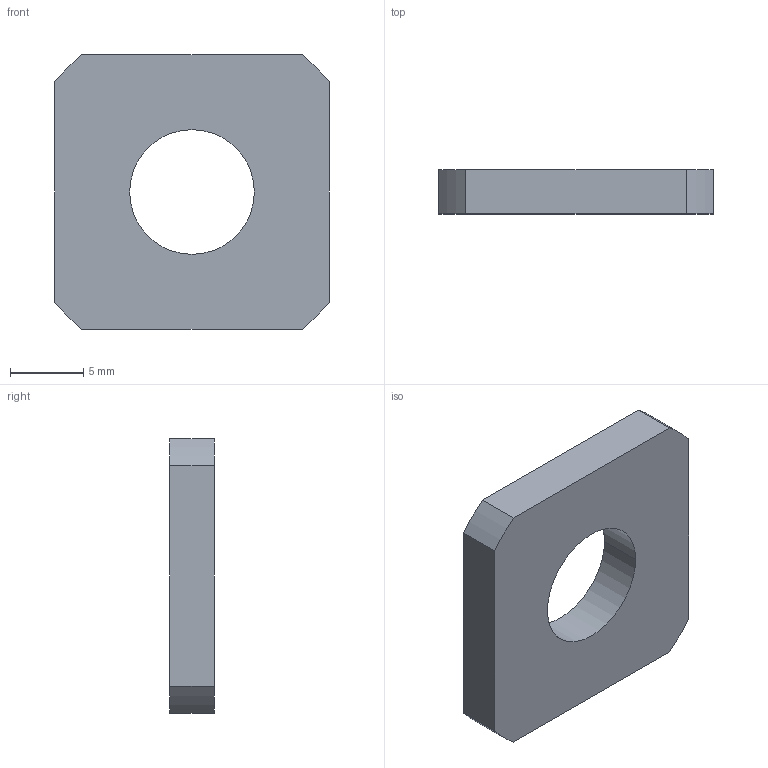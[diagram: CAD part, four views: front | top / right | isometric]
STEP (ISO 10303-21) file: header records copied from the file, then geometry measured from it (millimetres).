
FILE_DESCRIPTION((''),'2;1');
FILE_NAME('11166_PODLOZKA_U10','2022-09-16T14:34:20',('PredragRovcanin'),('Audax d.o.o.'),'CREO PARAMETRIC BY PTC INC, 2020281','CREO PARAMETRIC BY PTC INC, 2020281','');
FILE_SCHEMA(('AUTOMOTIVE_DESIGN { 1 0 10303 214 1 1 1 1 }'));
Length unit declared in the file: millimetre
Products named in the file (1): 11166_PODLOZKA_U10
Bounding box: 18.7 x 3 x 18.7 mm (x, y, z)
Volume: 860.2 mm3; surface area: 865.2 mm2
Topology: 1 solids, 1 shells, 12 faces, 33 edges, 26 vertices
Faces by surface type: plane 6, cylinder 6
Entity records: 982 total; most frequent: COLOUR_RGB 322, DIRECTION 71, CARTESIAN_POINT 68, ORIENTED_EDGE 60, PRESENTATION_STYLE_ASSIGNMENT 35, STYLED_ITEM 35, CURVE_STYLE 34, EDGE_CURVE 30
